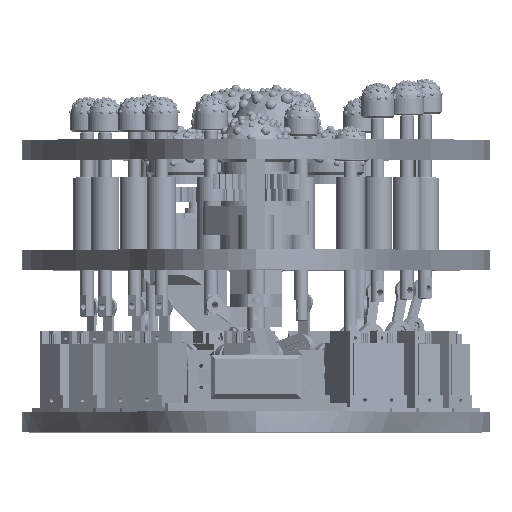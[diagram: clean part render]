
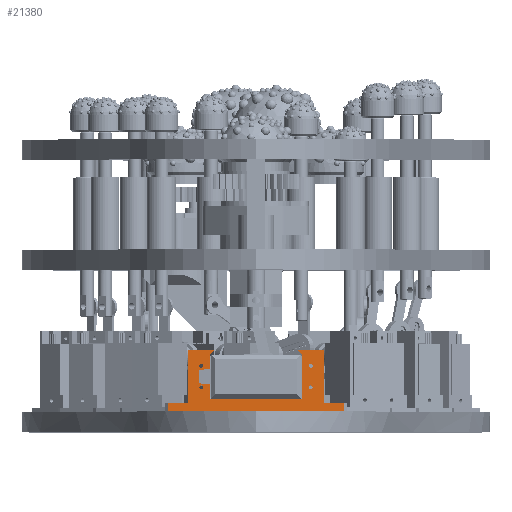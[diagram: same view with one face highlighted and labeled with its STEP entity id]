
A CAD part, top view. The second image highlights one B-rep face of the part: STEP entity #21380.
In plain terms, the highlighted face is planar.
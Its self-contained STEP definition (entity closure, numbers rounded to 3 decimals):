
#1195=FACE_BOUND('',#3722,.T.);
#1196=FACE_BOUND('',#3723,.T.);
#1197=FACE_BOUND('',#3724,.T.);
#1198=FACE_BOUND('',#3725,.T.);
#1894=PLANE('',#23423);
#2449=FACE_OUTER_BOUND('',#3721,.T.);
#3721=EDGE_LOOP('',(#15699,#15700,#15701,#15702,#15703,#15704,#15705,#15706,
#15707,#15708,#15709,#15710,#15711,#15712));
#3722=EDGE_LOOP('',(#15713));
#3723=EDGE_LOOP('',(#15714));
#3724=EDGE_LOOP('',(#15715));
#3725=EDGE_LOOP('',(#15716));
#5442=LINE('',#39684,#6910);
#5445=LINE('',#39691,#6913);
#5446=LINE('',#39694,#6914);
#5447=LINE('',#39696,#6915);
#5448=LINE('',#39698,#6916);
#5449=LINE('',#39700,#6917);
#5450=LINE('',#39702,#6918);
#5451=LINE('',#39704,#6919);
#5452=LINE('',#39706,#6920);
#5453=LINE('',#39708,#6921);
#5454=LINE('',#39710,#6922);
#5455=LINE('',#39712,#6923);
#5456=LINE('',#39714,#6924);
#5457=LINE('',#39715,#6925);
#6910=VECTOR('',#26844,10.);
#6913=VECTOR('',#26851,10.);
#6914=VECTOR('',#26854,10.);
#6915=VECTOR('',#26855,10.);
#6916=VECTOR('',#26856,10.);
#6917=VECTOR('',#26857,10.);
#6918=VECTOR('',#26858,10.);
#6919=VECTOR('',#26859,10.);
#6920=VECTOR('',#26860,10.);
#6921=VECTOR('',#26861,10.);
#6922=VECTOR('',#26862,10.);
#6923=VECTOR('',#26863,10.);
#6924=VECTOR('',#26864,10.);
#6925=VECTOR('',#26865,10.);
#8236=CIRCLE('',#23424,0.9);
#8237=CIRCLE('',#23425,0.9);
#8238=CIRCLE('',#23426,0.9);
#8239=CIRCLE('',#23427,0.9);
#9825=VERTEX_POINT('',#39681);
#9826=VERTEX_POINT('',#39683);
#9828=VERTEX_POINT('',#39689);
#9829=VERTEX_POINT('',#39693);
#9830=VERTEX_POINT('',#39695);
#9831=VERTEX_POINT('',#39697);
#9832=VERTEX_POINT('',#39699);
#9833=VERTEX_POINT('',#39701);
#9834=VERTEX_POINT('',#39703);
#9835=VERTEX_POINT('',#39705);
#9836=VERTEX_POINT('',#39707);
#9837=VERTEX_POINT('',#39709);
#9838=VERTEX_POINT('',#39711);
#9839=VERTEX_POINT('',#39713);
#9840=VERTEX_POINT('',#39716);
#9841=VERTEX_POINT('',#39718);
#9842=VERTEX_POINT('',#39720);
#9843=VERTEX_POINT('',#39722);
#12171=EDGE_CURVE('',#9826,#9825,#5442,.T.);
#12175=EDGE_CURVE('',#9826,#9828,#5445,.T.);
#12176=EDGE_CURVE('',#9825,#9829,#5446,.T.);
#12177=EDGE_CURVE('',#9829,#9830,#5447,.T.);
#12178=EDGE_CURVE('',#9830,#9831,#5448,.T.);
#12179=EDGE_CURVE('',#9831,#9832,#5449,.T.);
#12180=EDGE_CURVE('',#9832,#9833,#5450,.T.);
#12181=EDGE_CURVE('',#9833,#9834,#5451,.T.);
#12182=EDGE_CURVE('',#9834,#9835,#5452,.T.);
#12183=EDGE_CURVE('',#9835,#9836,#5453,.T.);
#12184=EDGE_CURVE('',#9836,#9837,#5454,.T.);
#12185=EDGE_CURVE('',#9837,#9838,#5455,.T.);
#12186=EDGE_CURVE('',#9839,#9838,#5456,.T.);
#12187=EDGE_CURVE('',#9828,#9839,#5457,.T.);
#12188=EDGE_CURVE('',#9840,#9840,#8236,.T.);
#12189=EDGE_CURVE('',#9841,#9841,#8237,.T.);
#12190=EDGE_CURVE('',#9842,#9842,#8238,.T.);
#12191=EDGE_CURVE('',#9843,#9843,#8239,.T.);
#15699=ORIENTED_EDGE('',*,*,#12175,.F.);
#15700=ORIENTED_EDGE('',*,*,#12171,.T.);
#15701=ORIENTED_EDGE('',*,*,#12176,.T.);
#15702=ORIENTED_EDGE('',*,*,#12177,.T.);
#15703=ORIENTED_EDGE('',*,*,#12178,.T.);
#15704=ORIENTED_EDGE('',*,*,#12179,.T.);
#15705=ORIENTED_EDGE('',*,*,#12180,.T.);
#15706=ORIENTED_EDGE('',*,*,#12181,.T.);
#15707=ORIENTED_EDGE('',*,*,#12182,.T.);
#15708=ORIENTED_EDGE('',*,*,#12183,.T.);
#15709=ORIENTED_EDGE('',*,*,#12184,.T.);
#15710=ORIENTED_EDGE('',*,*,#12185,.T.);
#15711=ORIENTED_EDGE('',*,*,#12186,.F.);
#15712=ORIENTED_EDGE('',*,*,#12187,.F.);
#15713=ORIENTED_EDGE('',*,*,#12188,.T.);
#15714=ORIENTED_EDGE('',*,*,#12189,.T.);
#15715=ORIENTED_EDGE('',*,*,#12190,.T.);
#15716=ORIENTED_EDGE('',*,*,#12191,.T.);
#21380=ADVANCED_FACE('',(#2449,#1195,#1196,#1197,#1198),#1894,.F.);
#23423=AXIS2_PLACEMENT_3D('',#39692,#26852,#26853);
#23424=AXIS2_PLACEMENT_3D('',#39717,#26866,#26867);
#23425=AXIS2_PLACEMENT_3D('',#39719,#26868,#26869);
#23426=AXIS2_PLACEMENT_3D('',#39721,#26870,#26871);
#23427=AXIS2_PLACEMENT_3D('',#39723,#26872,#26873);
#26844=DIRECTION('',(1.,0.,0.));
#26851=DIRECTION('',(0.,-1.,0.));
#26852=DIRECTION('center_axis',(0.,0.,1.));
#26853=DIRECTION('ref_axis',(1.,0.,0.));
#26854=DIRECTION('',(0.,1.,0.));
#26855=DIRECTION('',(1.,0.,0.));
#26856=DIRECTION('',(-0.707,-0.707,0.));
#26857=DIRECTION('',(0.,-1.,0.));
#26858=DIRECTION('',(1.,0.,0.));
#26859=DIRECTION('',(0.,1.,0.));
#26860=DIRECTION('',(-0.707,0.707,0.));
#26861=DIRECTION('',(1.,0.,0.));
#26862=DIRECTION('',(0.,-1.,0.));
#26863=DIRECTION('',(1.,0.,0.));
#26864=DIRECTION('',(0.,1.,0.));
#26865=DIRECTION('',(1.,0.,0.));
#26866=DIRECTION('center_axis',(0.,0.,1.));
#26867=DIRECTION('ref_axis',(-1.,0.,0.));
#26868=DIRECTION('center_axis',(0.,0.,1.));
#26869=DIRECTION('ref_axis',(-1.,0.,0.));
#26870=DIRECTION('center_axis',(0.,0.,1.));
#26871=DIRECTION('ref_axis',(-1.,0.,0.));
#26872=DIRECTION('center_axis',(0.,0.,1.));
#26873=DIRECTION('ref_axis',(-1.,0.,0.));
#39681=CARTESIAN_POINT('',(-30.25,-11.65,-19.));
#39683=CARTESIAN_POINT('',(-39.05,-11.65,-19.));
#39684=CARTESIAN_POINT('',(-40.25,-11.65,-19.));
#39689=CARTESIAN_POINT('',(-39.05,-15.45,-19.));
#39691=CARTESIAN_POINT('',(-39.05,-5.825,-19.));
#39692=CARTESIAN_POINT('Origin',(0.,0.,-19.));
#39693=CARTESIAN_POINT('',(-30.25,11.65,-19.));
#39694=CARTESIAN_POINT('',(-30.25,11.65,-19.));
#39695=CARTESIAN_POINT('',(-18.65,11.65,-19.));
#39696=CARTESIAN_POINT('',(21.85,11.65,-19.));
#39697=CARTESIAN_POINT('',(-20.25,10.05,-19.));
#39698=CARTESIAN_POINT('',(-20.25,10.05,-19.));
#39699=CARTESIAN_POINT('',(-20.25,-10.05,-19.));
#39700=CARTESIAN_POINT('',(-20.25,-10.05,-19.));
#39701=CARTESIAN_POINT('',(20.25,-10.05,-19.));
#39702=CARTESIAN_POINT('',(20.25,-10.05,-19.));
#39703=CARTESIAN_POINT('',(20.25,10.05,-19.));
#39704=CARTESIAN_POINT('',(20.25,10.05,-19.));
#39705=CARTESIAN_POINT('',(18.65,11.65,-19.));
#39706=CARTESIAN_POINT('',(18.65,11.65,-19.));
#39707=CARTESIAN_POINT('',(30.25,11.65,-19.));
#39708=CARTESIAN_POINT('',(30.25,11.65,-19.));
#39709=CARTESIAN_POINT('',(30.25,-11.65,-19.));
#39710=CARTESIAN_POINT('',(30.25,-11.65,-19.));
#39711=CARTESIAN_POINT('',(39.05,-11.65,-19.));
#39712=CARTESIAN_POINT('',(-40.25,-11.65,-19.));
#39713=CARTESIAN_POINT('',(39.05,-15.45,-19.));
#39714=CARTESIAN_POINT('',(39.05,-5.825,-19.));
#39715=CARTESIAN_POINT('',(-40.25,-15.45,-19.));
#39716=CARTESIAN_POINT('',(-23.4,-4.8,-19.));
#39717=CARTESIAN_POINT('Origin',(-24.3,-4.8,-19.));
#39718=CARTESIAN_POINT('',(-23.4,4.8,-19.));
#39719=CARTESIAN_POINT('Origin',(-24.3,4.8,-19.));
#39720=CARTESIAN_POINT('',(25.2,-4.8,-19.));
#39721=CARTESIAN_POINT('Origin',(24.3,-4.8,-19.));
#39722=CARTESIAN_POINT('',(25.2,4.8,-19.));
#39723=CARTESIAN_POINT('Origin',(24.3,4.8,-19.));
